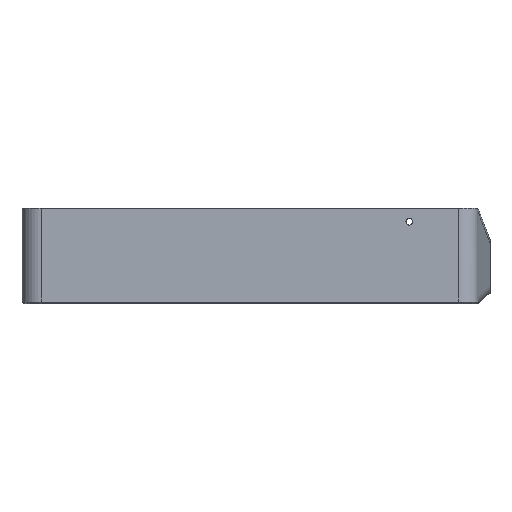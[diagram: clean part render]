
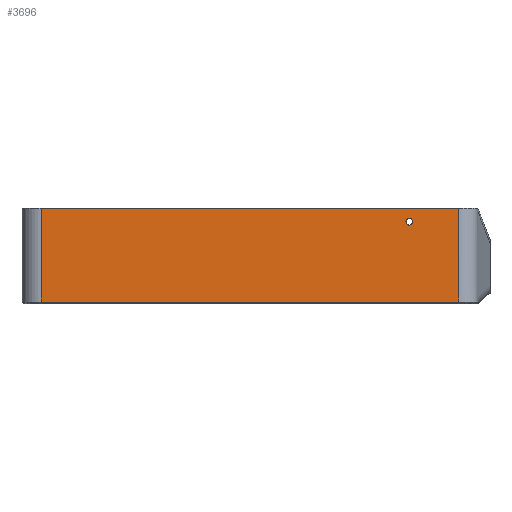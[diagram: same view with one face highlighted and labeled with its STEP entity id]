
A CAD part, left-side view. The second image highlights one B-rep face of the part: STEP entity #3696.
In plain terms, the highlighted planar face has unit normal (-1, 0, 0).
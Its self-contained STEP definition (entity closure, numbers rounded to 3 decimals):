
#235=FACE_BOUND('',#824,.T.);
#283=PLANE('',#4142);
#467=FACE_OUTER_BOUND('',#823,.T.);
#823=EDGE_LOOP('',(#3384,#3385,#3386,#3387));
#824=EDGE_LOOP('',(#3388));
#974=LINE('',#6013,#1221);
#1050=LINE('',#6292,#1297);
#1071=LINE('',#6361,#1318);
#1072=LINE('',#6363,#1319);
#1221=VECTOR('',#4908,10.);
#1297=VECTOR('',#5182,10.);
#1318=VECTOR('',#5247,10.);
#1319=VECTOR('',#5250,10.);
#1482=CIRCLE('',#3956,0.7);
#1716=VERTEX_POINT('',#5742);
#1789=VERTEX_POINT('',#6004);
#1791=VERTEX_POINT('',#6011);
#1864=VERTEX_POINT('',#6276);
#1871=VERTEX_POINT('',#6290);
#2120=EDGE_CURVE('',#1716,#1716,#1482,.T.);
#2227=EDGE_CURVE('',#1791,#1789,#974,.T.);
#2356=EDGE_CURVE('',#1871,#1864,#1050,.T.);
#2383=EDGE_CURVE('',#1791,#1864,#1071,.T.);
#2384=EDGE_CURVE('',#1789,#1871,#1072,.T.);
#3384=ORIENTED_EDGE('',*,*,#2227,.F.);
#3385=ORIENTED_EDGE('',*,*,#2383,.T.);
#3386=ORIENTED_EDGE('',*,*,#2356,.F.);
#3387=ORIENTED_EDGE('',*,*,#2384,.F.);
#3388=ORIENTED_EDGE('',*,*,#2120,.T.);
#3696=ADVANCED_FACE('',(#467,#235),#283,.T.);
#3956=AXIS2_PLACEMENT_3D('',#5743,#4712,#4713);
#4142=AXIS2_PLACEMENT_3D('',#6362,#5248,#5249);
#4712=DIRECTION('center_axis',(1.,0.,0.));
#4713=DIRECTION('ref_axis',(0.,-1.,0.));
#4908=DIRECTION('',(0.,1.,0.));
#5182=DIRECTION('',(0.,-1.,0.));
#5247=DIRECTION('',(0.,0.,1.));
#5248=DIRECTION('center_axis',(-1.,0.,0.));
#5249=DIRECTION('ref_axis',(0.,-1.,0.));
#5250=DIRECTION('',(0.,0.,1.));
#5742=CARTESIAN_POINT('',(-53.72,14.986,-2.873));
#5743=CARTESIAN_POINT('Origin',(-53.72,14.286,-2.873));
#6004=CARTESIAN_POINT('',(-53.72,91.05,-19.6));
#6011=CARTESIAN_POINT('',(-53.72,4.,-19.6));
#6013=CARTESIAN_POINT('',(-53.72,69.288,-19.6));
#6276=CARTESIAN_POINT('',(-53.72,4.,0.));
#6290=CARTESIAN_POINT('',(-53.72,91.05,0.));
#6292=CARTESIAN_POINT('',(-53.72,69.288,0.));
#6361=CARTESIAN_POINT('',(-53.72,4.,-20.));
#6362=CARTESIAN_POINT('Origin',(-53.72,91.05,-20.));
#6363=CARTESIAN_POINT('',(-53.72,91.05,-20.));
